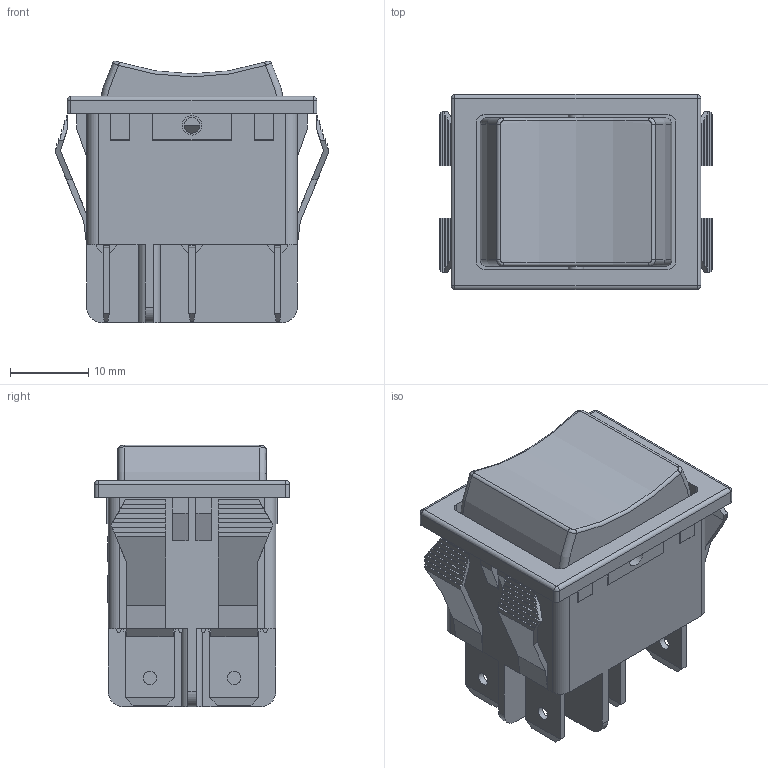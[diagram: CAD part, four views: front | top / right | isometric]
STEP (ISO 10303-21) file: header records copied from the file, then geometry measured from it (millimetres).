
FILE_DESCRIPTION(/* description */ (''),/* implementation_level */ '2;1');
FILE_NAME(/* name */ 'RB24JExx00.stp',/* time_stamp */ '2025-06-03T10:14:03-05:00',/* author */ ('mroman'),/* organization */ (''),/* preprocessor_version */ 'ST-DEVELOPER v18.1',/* originating_system */ 'Autodesk Inventor 2022',/* authorisation */ '');
FILE_SCHEMA (('AUTOMOTIVE_DESIGN { 1 0 10303 214 3 1 1 }'));
Length unit declared in the file: centimetre
Products named in the file (1): RB24JExx00
Bounding box: 35 x 25 x 33.51 mm (x, y, z)
Volume: 6667.4 mm3; surface area: 9633.1 mm2
Topology: 2 solids, 2 shells, 897 faces, 2431 edges, 1600 vertices
Faces by surface type: plane 587, bspline 249, cylinder 51, torus 6, sphere 4
Full cylindrical faces by diameter (mm): 1.7 x6, 2 x2, 2.5 x2
Entity records: 32504 total; most frequent: CARTESIAN_POINT 11491, ORIENTED_EDGE 4854, DIRECTION 3337, EDGE_CURVE 2427, LINE 1811, VECTOR 1811, VERTEX_POINT 1600, EDGE_LOOP 979
